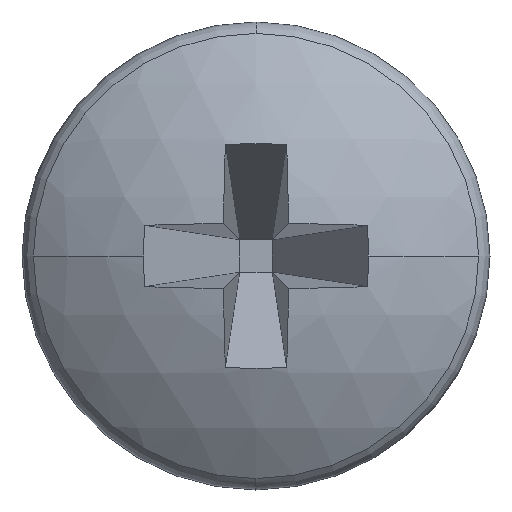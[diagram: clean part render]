
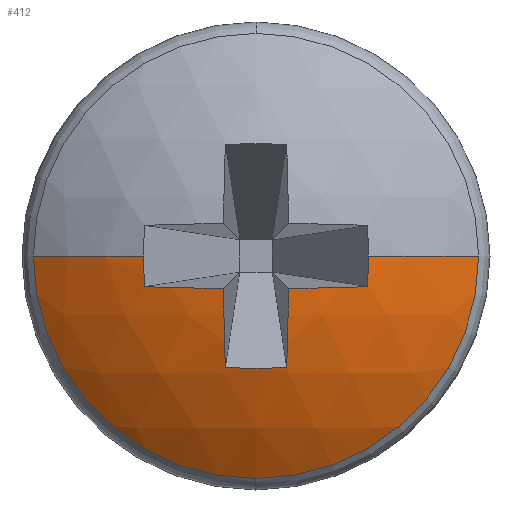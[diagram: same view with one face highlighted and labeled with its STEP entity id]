
A CAD part, left-side view. The second image highlights one B-rep face of the part: STEP entity #412.
In plain terms, the highlighted spherical face has radius 4 mm.
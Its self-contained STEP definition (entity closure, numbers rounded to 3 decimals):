
#10 = CIRCLE ( 'NONE', #608, 3.999 ) ;
#11 = ORIENTED_EDGE ( 'NONE', *, *, #656, .T. ) ;
#24 = EDGE_CURVE ( 'NONE', #514, #554, #189, .T. ) ;
#28 = CIRCLE ( 'NONE', #306, 2.378 ) ;
#29 = DIRECTION ( 'NONE',  ( 0., 0., 1. ) ) ;
#38 = CIRCLE ( 'NONE', #458, 3.999 ) ;
#46 = DIRECTION ( 'NONE',  ( 0., 0., -1. ) ) ;
#49 = DIRECTION ( 'NONE',  ( 0.606, -0.796, 0. ) ) ;
#58 = EDGE_CURVE ( 'NONE', #643, #557, #242, .T. ) ;
#59 = DIRECTION ( 'NONE',  ( 0.606, 0., -0.796 ) ) ;
#63 = ORIENTED_EDGE ( 'NONE', *, *, #58, .T. ) ;
#64 = ORIENTED_EDGE ( 'NONE', *, *, #246, .F. ) ;
#66 = CARTESIAN_POINT ( 'NONE',  ( 0.784, 0., -2.378 ) ) ;
#78 = CIRCLE ( 'NONE', #508, 4. ) ;
#89 = EDGE_CURVE ( 'NONE', #616, #204, #28, .T. ) ;
#95 = VERTEX_POINT ( 'NONE', #100 ) ;
#100 = CARTESIAN_POINT ( 'NONE',  ( 0.03, -0.347, -0.347 ) ) ;
#101 = AXIS2_PLACEMENT_3D ( 'NONE', #310, #583, #586 ) ;
#104 = CIRCLE ( 'NONE', #251, 2.378 ) ;
#110 = CARTESIAN_POINT ( 'NONE',  ( 0.184, 1.2, 0. ) ) ;
#149 = CARTESIAN_POINT ( 'NONE',  ( 3.988, 0., 0.106 ) ) ;
#151 = FACE_OUTER_BOUND ( 'NONE', #523, .T. ) ;
#155 = DIRECTION ( 'NONE',  ( 0.994, 0., 0.114 ) ) ;
#159 = DIRECTION ( 'NONE',  ( -0.114, 0.994, 0. ) ) ;
#189 = CIRCLE ( 'NONE', #391, 3.763 ) ;
#190 = DIRECTION ( 'NONE',  ( 0., 1., 0. ) ) ;
#202 = ORIENTED_EDGE ( 'NONE', *, *, #440, .F. ) ;
#204 = VERTEX_POINT ( 'NONE', #66 ) ;
#206 = CARTESIAN_POINT ( 'NONE',  ( 0.784, 2.378, 0. ) ) ;
#210 = CIRCLE ( 'NONE', #620, 3.999 ) ;
#213 = CARTESIAN_POINT ( 'NONE',  ( 0.196, -0.328, -1.191 ) ) ;
#222 = DIRECTION ( 'NONE',  ( 0., 0., 1. ) ) ;
#233 = AXIS2_PLACEMENT_3D ( 'NONE', #271, #46, #434 ) ;
#236 = VERTEX_POINT ( 'NONE', #612 ) ;
#242 = CIRCLE ( 'NONE', #505, 3.763 ) ;
#246 = EDGE_CURVE ( 'NONE', #616, #705, #78, .T. ) ;
#249 = CARTESIAN_POINT ( 'NONE',  ( 0.196, 0.328, -1.191 ) ) ;
#251 = AXIS2_PLACEMENT_3D ( 'NONE', #416, #362, #29 ) ;
#257 = EDGE_CURVE ( 'NONE', #379, #705, #678, .T. ) ;
#260 = DIRECTION ( 'NONE',  ( -0.114, 0., 0.994 ) ) ;
#271 = CARTESIAN_POINT ( 'NONE',  ( 4., 0., 0. ) ) ;
#283 = ORIENTED_EDGE ( 'NONE', *, *, #527, .F. ) ;
#303 = CARTESIAN_POINT ( 'NONE',  ( 0.196, -1.191, -0.328 ) ) ;
#305 = ORIENTED_EDGE ( 'NONE', *, *, #490, .T. ) ;
#306 = AXIS2_PLACEMENT_3D ( 'NONE', #655, #331, #222 ) ;
#309 = AXIS2_PLACEMENT_3D ( 'NONE', #386, #558, #661 ) ;
#310 = CARTESIAN_POINT ( 'NONE',  ( 3.988, -0.106, 0. ) ) ;
#311 = CIRCLE ( 'NONE', #101, 3.999 ) ;
#331 = DIRECTION ( 'NONE',  ( -1., 0., 0. ) ) ;
#333 = VERTEX_POINT ( 'NONE', #462 ) ;
#346 = ORIENTED_EDGE ( 'NONE', *, *, #24, .T. ) ;
#347 = AXIS2_PLACEMENT_3D ( 'NONE', #633, #671, #190 ) ;
#357 = DIRECTION ( 'NONE',  ( 0.994, 0., 0.114 ) ) ;
#358 = ORIENTED_EDGE ( 'NONE', *, *, #641, .F. ) ;
#362 = DIRECTION ( 'NONE',  ( -1., 0., 0. ) ) ;
#371 = CARTESIAN_POINT ( 'NONE',  ( 3.988, 0., 0.106 ) ) ;
#378 = CARTESIAN_POINT ( 'NONE',  ( 3.178, 1.08, 0. ) ) ;
#379 = VERTEX_POINT ( 'NONE', #631 ) ;
#386 = CARTESIAN_POINT ( 'NONE',  ( 3.178, -1.08, 0. ) ) ;
#391 = AXIS2_PLACEMENT_3D ( 'NONE', #378, #49, #543 ) ;
#397 = CARTESIAN_POINT ( 'NONE',  ( 4., 0., 0. ) ) ;
#412 = ADVANCED_FACE ( 'NONE', ( #151 ), #634, .T. ) ;
#416 = CARTESIAN_POINT ( 'NONE',  ( 0.784, 0., 0. ) ) ;
#434 = DIRECTION ( 'NONE',  ( 0., 1., 0. ) ) ;
#439 = CARTESIAN_POINT ( 'NONE',  ( 3.178, 0., 1.08 ) ) ;
#440 = EDGE_CURVE ( 'NONE', #95, #554, #210, .T. ) ;
#458 = AXIS2_PLACEMENT_3D ( 'NONE', #371, #260, #155 ) ;
#462 = CARTESIAN_POINT ( 'NONE',  ( 0.03, 0.347, -0.347 ) ) ;
#490 = EDGE_CURVE ( 'NONE', #204, #236, #104, .T. ) ;
#505 = AXIS2_PLACEMENT_3D ( 'NONE', #439, #59, #710 ) ;
#508 = AXIS2_PLACEMENT_3D ( 'NONE', #397, #658, #555 ) ;
#514 = VERTEX_POINT ( 'NONE', #577 ) ;
#523 = EDGE_LOOP ( 'NONE', ( #696, #305, #11, #346, #202, #358, #63, #283, #542, #662, #64 ) ) ;
#527 = EDGE_CURVE ( 'NONE', #333, #557, #311, .T. ) ;
#534 = CARTESIAN_POINT ( 'NONE',  ( 3.988, 0.106, 0. ) ) ;
#536 = DIRECTION ( 'NONE',  ( -0.994, -0.114, 0. ) ) ;
#542 = ORIENTED_EDGE ( 'NONE', *, *, #565, .F. ) ;
#543 = DIRECTION ( 'NONE',  ( 0.796, 0.606, 0. ) ) ;
#554 = VERTEX_POINT ( 'NONE', #303 ) ;
#555 = DIRECTION ( 'NONE',  ( 1., 0., 0. ) ) ;
#557 = VERTEX_POINT ( 'NONE', #249 ) ;
#558 = DIRECTION ( 'NONE',  ( 0.606, 0.796, 0. ) ) ;
#565 = EDGE_CURVE ( 'NONE', #379, #333, #38, .T. ) ;
#571 = CIRCLE ( 'NONE', #233, 4. ) ;
#577 = CARTESIAN_POINT ( 'NONE',  ( 0.184, -1.2, 0. ) ) ;
#583 = DIRECTION ( 'NONE',  ( -0.114, -0.994, 0. ) ) ;
#586 = DIRECTION ( 'NONE',  ( 0.994, -0.114, 0. ) ) ;
#608 = AXIS2_PLACEMENT_3D ( 'NONE', #534, #159, #536 ) ;
#612 = CARTESIAN_POINT ( 'NONE',  ( 0.784, -2.378, 0. ) ) ;
#616 = VERTEX_POINT ( 'NONE', #206 ) ;
#620 = AXIS2_PLACEMENT_3D ( 'NONE', #149, #691, #357 ) ;
#631 = CARTESIAN_POINT ( 'NONE',  ( 0.196, 1.191, -0.328 ) ) ;
#633 = CARTESIAN_POINT ( 'NONE',  ( 4., 0., 0. ) ) ;
#634 = SPHERICAL_SURFACE ( 'NONE', #347, 4. ) ;
#641 = EDGE_CURVE ( 'NONE', #643, #95, #10, .T. ) ;
#643 = VERTEX_POINT ( 'NONE', #213 ) ;
#655 = CARTESIAN_POINT ( 'NONE',  ( 0.784, 0., 0. ) ) ;
#656 = EDGE_CURVE ( 'NONE', #236, #514, #571, .T. ) ;
#658 = DIRECTION ( 'NONE',  ( 0., 0., 1. ) ) ;
#661 = DIRECTION ( 'NONE',  ( -0.796, 0.606, 0. ) ) ;
#662 = ORIENTED_EDGE ( 'NONE', *, *, #257, .T. ) ;
#671 = DIRECTION ( 'NONE',  ( 0., 0., -1. ) ) ;
#678 = CIRCLE ( 'NONE', #309, 3.763 ) ;
#691 = DIRECTION ( 'NONE',  ( -0.114, 0., 0.994 ) ) ;
#696 = ORIENTED_EDGE ( 'NONE', *, *, #89, .T. ) ;
#705 = VERTEX_POINT ( 'NONE', #110 ) ;
#710 = DIRECTION ( 'NONE',  ( -0.796, 0., -0.606 ) ) ;
